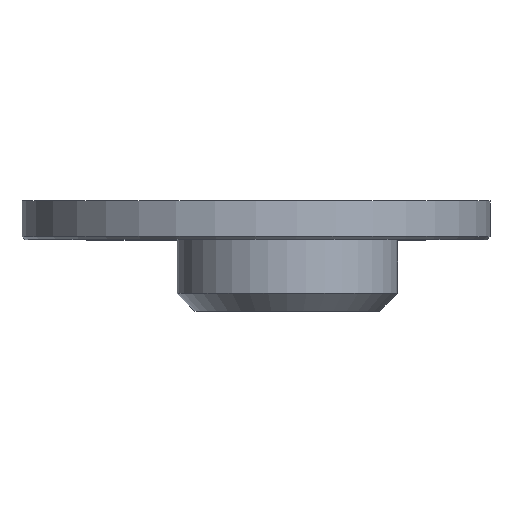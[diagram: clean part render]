
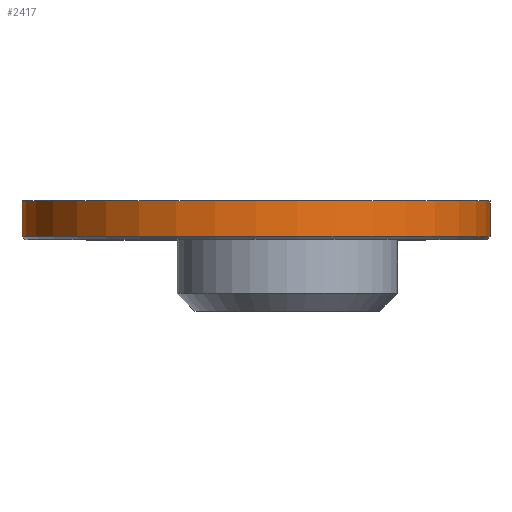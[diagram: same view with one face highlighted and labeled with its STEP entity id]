
A CAD part, top view. The second image highlights one B-rep face of the part: STEP entity #2417.
In plain terms, the highlighted cylindrical face has radius 78.5 mm (diameter 157 mm), a full revolution.
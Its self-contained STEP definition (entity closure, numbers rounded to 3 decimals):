
#193 = CONICAL_SURFACE('',#194,78.5,0.785);
#194 = AXIS2_PLACEMENT_3D('',#195,#196,#197);
#195 = CARTESIAN_POINT('',(0.,-12.,0.));
#196 = DIRECTION('',(0.,1.,0.));
#197 = DIRECTION('',(1.,0.,0.));
#968 = VERTEX_POINT('',#969);
#969 = CARTESIAN_POINT('',(78.5,-12.,0.));
#990 = EDGE_CURVE('',#968,#968,#991,.T.);
#991 = SURFACE_CURVE('',#992,(#997,#1004),.PCURVE_S1.);
#992 = CIRCLE('',#993,78.5);
#993 = AXIS2_PLACEMENT_3D('',#994,#995,#996);
#994 = CARTESIAN_POINT('',(0.,-12.,0.));
#995 = DIRECTION('',(0.,-1.,0.));
#996 = DIRECTION('',(1.,0.,0.));
#997 = PCURVE('',#193,#998);
#998 = DEFINITIONAL_REPRESENTATION('',(#999),#1003);
#999 = LINE('',#1000,#1001);
#1000 = CARTESIAN_POINT('',(-0.,-0.));
#1001 = VECTOR('',#1002,1.);
#1002 = DIRECTION('',(-1.,-0.));
#1003 = ( GEOMETRIC_REPRESENTATION_CONTEXT(2) 
PARAMETRIC_REPRESENTATION_CONTEXT() REPRESENTATION_CONTEXT('2D SPACE',''
  ) );
#1004 = PCURVE('',#1005,#1010);
#1005 = CYLINDRICAL_SURFACE('',#1006,78.5);
#1006 = AXIS2_PLACEMENT_3D('',#1007,#1008,#1009);
#1007 = CARTESIAN_POINT('',(0.,0.,
    0.));
#1008 = DIRECTION('',(0.,1.,0.));
#1009 = DIRECTION('',(1.,0.,0.));
#1010 = DEFINITIONAL_REPRESENTATION('',(#1011),#1015);
#1011 = LINE('',#1012,#1013);
#1012 = CARTESIAN_POINT('',(-0.,-12.));
#1013 = VECTOR('',#1014,1.);
#1014 = DIRECTION('',(-1.,0.));
#1015 = ( GEOMETRIC_REPRESENTATION_CONTEXT(2) 
PARAMETRIC_REPRESENTATION_CONTEXT() REPRESENTATION_CONTEXT('2D SPACE',''
  ) );
#2072 = PLANE('',#2073);
#2073 = AXIS2_PLACEMENT_3D('',#2074,#2075,#2076);
#2074 = CARTESIAN_POINT('',(0.,0.,
    0.));
#2075 = DIRECTION('',(0.,1.,0.));
#2076 = DIRECTION('',(0.,0.,1.));
#2417 = ADVANCED_FACE('',(#2418),#1005,.T.);
#2418 = FACE_BOUND('',#2419,.F.);
#2419 = EDGE_LOOP('',(#2420,#2443,#2444,#2445));
#2420 = ORIENTED_EDGE('',*,*,#2421,.T.);
#2421 = EDGE_CURVE('',#2422,#968,#2424,.T.);
#2422 = VERTEX_POINT('',#2423);
#2423 = CARTESIAN_POINT('',(78.5,0.,0.));
#2424 = SEAM_CURVE('',#2425,(#2429,#2436),.PCURVE_S1.);
#2425 = LINE('',#2426,#2427);
#2426 = CARTESIAN_POINT('',(78.5,0.,0.));
#2427 = VECTOR('',#2428,1.);
#2428 = DIRECTION('',(0.,-1.,0.));
#2429 = PCURVE('',#1005,#2430);
#2430 = DEFINITIONAL_REPRESENTATION('',(#2431),#2435);
#2431 = LINE('',#2432,#2433);
#2432 = CARTESIAN_POINT('',(-0.,0.));
#2433 = VECTOR('',#2434,1.);
#2434 = DIRECTION('',(-0.,-1.));
#2435 = ( GEOMETRIC_REPRESENTATION_CONTEXT(2) 
PARAMETRIC_REPRESENTATION_CONTEXT() REPRESENTATION_CONTEXT('2D SPACE',''
  ) );
#2436 = PCURVE('',#1005,#2437);
#2437 = DEFINITIONAL_REPRESENTATION('',(#2438),#2442);
#2438 = LINE('',#2439,#2440);
#2439 = CARTESIAN_POINT('',(-6.283,0.));
#2440 = VECTOR('',#2441,1.);
#2441 = DIRECTION('',(-0.,-1.));
#2442 = ( GEOMETRIC_REPRESENTATION_CONTEXT(2) 
PARAMETRIC_REPRESENTATION_CONTEXT() REPRESENTATION_CONTEXT('2D SPACE',''
  ) );
#2443 = ORIENTED_EDGE('',*,*,#990,.T.);
#2444 = ORIENTED_EDGE('',*,*,#2421,.F.);
#2445 = ORIENTED_EDGE('',*,*,#2446,.F.);
#2446 = EDGE_CURVE('',#2422,#2422,#2447,.T.);
#2447 = SURFACE_CURVE('',#2448,(#2453,#2460),.PCURVE_S1.);
#2448 = CIRCLE('',#2449,78.5);
#2449 = AXIS2_PLACEMENT_3D('',#2450,#2451,#2452);
#2450 = CARTESIAN_POINT('',(0.,0.,
    0.));
#2451 = DIRECTION('',(0.,-1.,0.));
#2452 = DIRECTION('',(1.,0.,0.));
#2453 = PCURVE('',#1005,#2454);
#2454 = DEFINITIONAL_REPRESENTATION('',(#2455),#2459);
#2455 = LINE('',#2456,#2457);
#2456 = CARTESIAN_POINT('',(-0.,0.));
#2457 = VECTOR('',#2458,1.);
#2458 = DIRECTION('',(-1.,0.));
#2459 = ( GEOMETRIC_REPRESENTATION_CONTEXT(2) 
PARAMETRIC_REPRESENTATION_CONTEXT() REPRESENTATION_CONTEXT('2D SPACE',''
  ) );
#2460 = PCURVE('',#2072,#2461);
#2461 = DEFINITIONAL_REPRESENTATION('',(#2462),#2470);
#2462 = ( BOUNDED_CURVE() B_SPLINE_CURVE(2,(#2463,#2464,#2465,#2466,
#2467,#2468,#2469),.UNSPECIFIED.,.T.,.F.) B_SPLINE_CURVE_WITH_KNOTS((1,2
    ,2,2,2,1),(-2.094,0.,2.094,4.189,
6.283,8.378),.UNSPECIFIED.) CURVE() 
GEOMETRIC_REPRESENTATION_ITEM() RATIONAL_B_SPLINE_CURVE((1.,0.5,1.,0.5,
1.,0.5,1.)) REPRESENTATION_ITEM('') );
#2463 = CARTESIAN_POINT('',(0.,78.5));
#2464 = CARTESIAN_POINT('',(135.966,78.5));
#2465 = CARTESIAN_POINT('',(67.983,-39.25));
#2466 = CARTESIAN_POINT('',(0.,-157.));
#2467 = CARTESIAN_POINT('',(-67.983,-39.25));
#2468 = CARTESIAN_POINT('',(-135.966,78.5));
#2469 = CARTESIAN_POINT('',(0.,78.5));
#2470 = ( GEOMETRIC_REPRESENTATION_CONTEXT(2) 
PARAMETRIC_REPRESENTATION_CONTEXT() REPRESENTATION_CONTEXT('2D SPACE',''
  ) );
